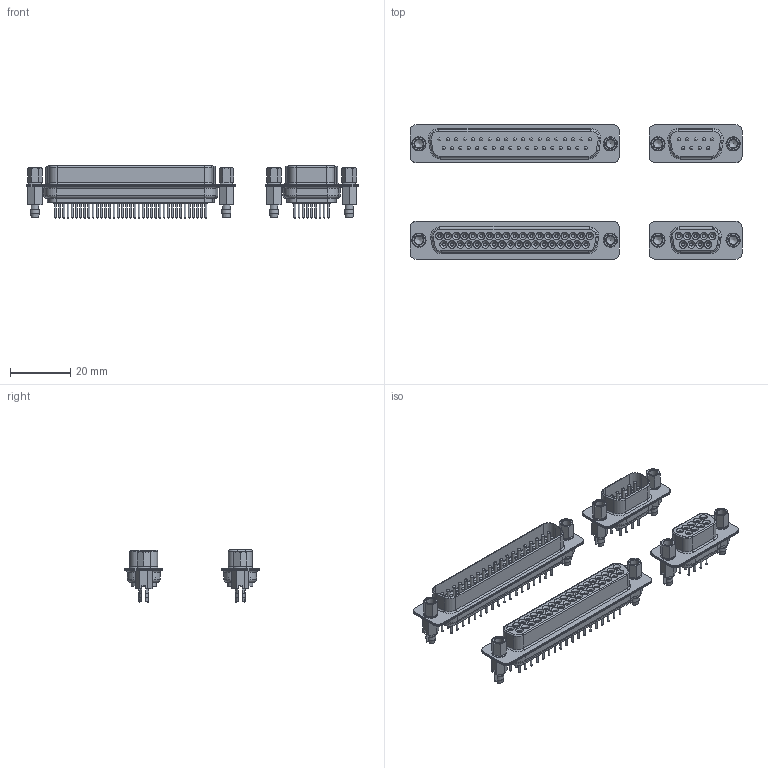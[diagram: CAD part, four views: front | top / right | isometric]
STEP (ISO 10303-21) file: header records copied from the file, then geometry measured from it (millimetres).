
FILE_DESCRIPTION(('FreeCAD Model'),'2;1');
FILE_NAME('Open CASCADE Shape Model','2025-11-27T23:58:27',('Author'),( ''),'Open CASCADE STEP processor 7.8','FreeCAD','Unknown');
FILE_SCHEMA(('AUTOMOTIVE_DESIGN { 1 0 10303 214 1 1 1 1 }'));
Length unit declared in the file: millimetre
Products named in the file (5): DB_Connectors; DB 37 Female_001; DB 37 Male_001; DB 9 Male_001; DB 9 Female_001
Assembly tree (4 placements, depth 2):
  DB_Connectors
    DB 37 Female_001
    DB 37 Male_001
    DB 9 Male_001
    DB 9 Female_001
Bounding box: 110.1 x 44.55 x 17.3 mm (x, y, z)
Volume: 14296.7 mm3; surface area: 28542 mm2
Topology: 120 solids, 120 shells, 2162 faces, 4474 edges, 2770 vertices
Faces by surface type: cylinder 866, plane 770, cone 252, sphere 138, torus 136
Full cylindrical faces by diameter (mm): 0.6 x184, 1 x138, 1.3 x92, 1.4 x92, 2.845 x24, 4 x24
Entity records: 76588 total; most frequent: DIRECTION 11128, CARTESIAN_POINT 9257, ORIENTED_EDGE 8640, AXIS2_PLACEMENT_3D 4641, EDGE_CURVE 4320, VERTEX_POINT 2770, FACE_BOUND 2766, EDGE_LOOP 2766
